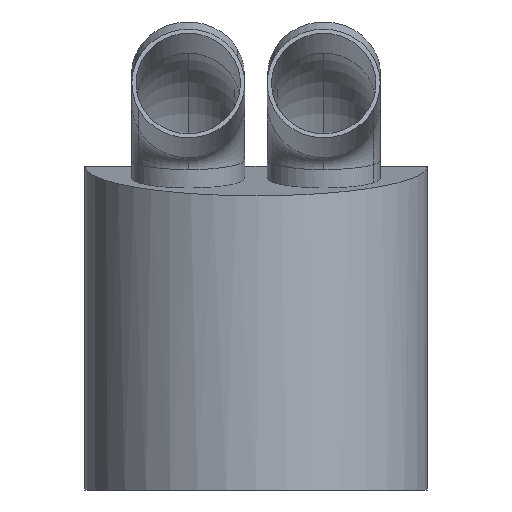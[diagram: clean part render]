
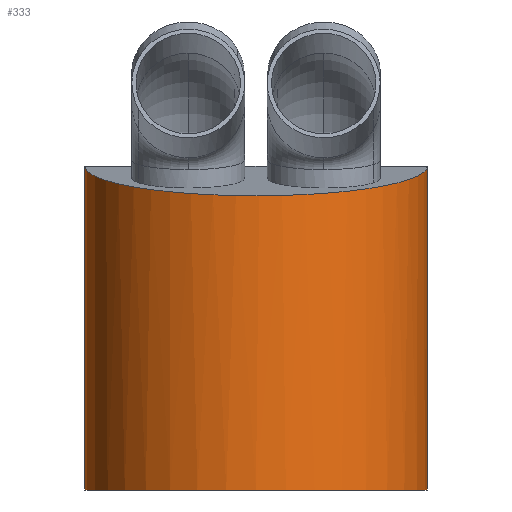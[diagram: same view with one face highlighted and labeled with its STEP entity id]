
A CAD part, front view. The second image highlights one B-rep face of the part: STEP entity #333.
In plain terms, the highlighted cylindrical face has radius 41 mm (diameter 82 mm), a partial arc.
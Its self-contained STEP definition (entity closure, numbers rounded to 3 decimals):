
#166=CARTESIAN_POINT('Vertex',(41.,-0.17,77.42)) ;
#168=CARTESIAN_POINT('Vertex',(-41.,-0.17,77.42)) ;
#172=CARTESIAN_POINT('Control Point',(-41.,-0.17,77.42)) ;
#173=CARTESIAN_POINT('Control Point',(-40.984,-3.927,76.773)) ;
#174=CARTESIAN_POINT('Control Point',(-40.538,-7.683,76.127)) ;
#175=CARTESIAN_POINT('Control Point',(-39.662,-11.374,75.492)) ;
#176=CARTESIAN_POINT('Control Point',(-37.085,-18.469,74.272)) ;
#177=CARTESIAN_POINT('Control Point',(-32.962,-24.815,73.18)) ;
#178=CARTESIAN_POINT('Control Point',(-30.55,-27.731,72.678)) ;
#179=CARTESIAN_POINT('Control Point',(-25.116,-32.946,71.781)) ;
#180=CARTESIAN_POINT('Control Point',(-18.626,-36.813,71.116)) ;
#181=CARTESIAN_POINT('Control Point',(-15.184,-38.362,70.849)) ;
#182=CARTESIAN_POINT('Control Point',(-8.01,-40.645,70.457)) ;
#183=CARTESIAN_POINT('Control Point',(-0.497,-41.254,70.352)) ;
#184=CARTESIAN_POINT('Control Point',(3.273,-41.127,70.374)) ;
#185=CARTESIAN_POINT('Control Point',(10.73,-40.013,70.565)) ;
#186=CARTESIAN_POINT('Control Point',(17.734,-37.253,71.04)) ;
#187=CARTESIAN_POINT('Control Point',(21.065,-35.474,71.346)) ;
#188=CARTESIAN_POINT('Control Point',(27.281,-31.178,72.085)) ;
#189=CARTESIAN_POINT('Control Point',(32.352,-25.607,73.044)) ;
#190=CARTESIAN_POINT('Control Point',(34.562,-22.532,73.573)) ;
#191=CARTESIAN_POINT('Control Point',(37.975,-16.413,74.625)) ;
#192=CARTESIAN_POINT('Control Point',(40.021,-9.739,75.773)) ;
#193=CARTESIAN_POINT('Control Point',(40.66,-6.577,76.317)) ;
#194=CARTESIAN_POINT('Control Point',(40.986,-3.374,76.868)) ;
#195=CARTESIAN_POINT('Control Point',(41.,-0.17,77.42)) ;
#285=CARTESIAN_POINT('Axis2P3D Location',(0.,0.,50.)) ;
#291=CARTESIAN_POINT('Control Point',(41.,0.,76.434)) ;
#292=CARTESIAN_POINT('Control Point',(41.,-0.057,76.763)) ;
#293=CARTESIAN_POINT('Control Point',(41.,-0.113,77.091)) ;
#294=CARTESIAN_POINT('Control Point',(41.,-0.17,77.42)) ;
#295=CARTESIAN_POINT('Vertex',(41.,0.,76.434)) ;
#299=CARTESIAN_POINT('Control Point',(-41.,0.,76.434)) ;
#300=CARTESIAN_POINT('Control Point',(-41.,-0.057,76.763)) ;
#301=CARTESIAN_POINT('Control Point',(-41.,-0.113,77.091)) ;
#302=CARTESIAN_POINT('Control Point',(-41.,-0.17,77.42)) ;
#303=CARTESIAN_POINT('Vertex',(-41.,0.,76.434)) ;
#306=CARTESIAN_POINT('Line Origine',(-41.,0.,50.)) ;
#310=CARTESIAN_POINT('Vertex',(-41.,0.,0.)) ;
#313=CARTESIAN_POINT('Axis2P3D Location',(0.,0.,0.)) ;
#317=CARTESIAN_POINT('Vertex',(41.,0.,0.)) ;
#320=CARTESIAN_POINT('Line Origine',(41.,0.,50.)) ;
#286=DIRECTION('Axis2P3D Direction',(0.,0.,1.)) ;
#287=DIRECTION('Axis2P3D XDirection',(-1.,0.,0.)) ;
#307=DIRECTION('Vector Direction',(0.,0.,1.)) ;
#314=DIRECTION('Axis2P3D Direction',(0.,0.,1.)) ;
#321=DIRECTION('Vector Direction',(0.,0.,1.)) ;
#288=AXIS2_PLACEMENT_3D('Cylinder Axis2P3D',#285,#286,#287) ;
#315=AXIS2_PLACEMENT_3D('Circle Axis2P3D',#313,#314,$) ;
#326=ORIENTED_EDGE('',*,*,#297,.F.) ;
#327=ORIENTED_EDGE('',*,*,#196,.F.) ;
#328=ORIENTED_EDGE('',*,*,#305,.T.) ;
#329=ORIENTED_EDGE('',*,*,#312,.T.) ;
#330=ORIENTED_EDGE('',*,*,#319,.T.) ;
#331=ORIENTED_EDGE('',*,*,#324,.F.) ;
#308=VECTOR('Line Direction',#307,1.) ;
#322=VECTOR('Line Direction',#321,1.) ;
#333=ADVANCED_FACE('PartBody',(#332),#289,.T.) ;
#171=B_SPLINE_CURVE_WITH_KNOTS('',5,(#172,#173,#174,#175,#176,#177,#178,#179,#180,#181,#182,#183,#184,#185,#186,#187,#188,#189,#190,#191,#192,#193,#194,#195),.UNSPECIFIED.,.F.,.U.,(6,3,3,3,3,3,3,6),(0.,27.006,53.807,80.371,106.846,133.439,160.277,183.305),.UNSPECIFIED.) ;
#290=B_SPLINE_CURVE_WITH_KNOTS('',3,(#291,#292,#293,#294),.UNSPECIFIED.,.F.,.U.,(4,4),(-0.5,0.5),.UNSPECIFIED.) ;
#298=B_SPLINE_CURVE_WITH_KNOTS('',3,(#299,#300,#301,#302),.UNSPECIFIED.,.F.,.U.,(4,4),(-0.5,0.5),.UNSPECIFIED.) ;
#316=CIRCLE('generated circle',#315,41.) ;
#289=CYLINDRICAL_SURFACE('generated cylinder',#288,41.) ;
#196=EDGE_CURVE('',#169,#167,#171,.T.) ;
#297=EDGE_CURVE('',#167,#296,#290,.F.) ;
#305=EDGE_CURVE('',#169,#304,#298,.F.) ;
#312=EDGE_CURVE('',#304,#311,#309,.F.) ;
#319=EDGE_CURVE('',#311,#318,#316,.T.) ;
#324=EDGE_CURVE('',#296,#318,#323,.F.) ;
#325=EDGE_LOOP('',(#326,#327,#328,#329,#330,#331)) ;
#332=FACE_OUTER_BOUND('',#325,.T.) ;
#309=LINE('Line',#306,#308) ;
#323=LINE('Line',#320,#322) ;
#167=VERTEX_POINT('',#166) ;
#169=VERTEX_POINT('',#168) ;
#296=VERTEX_POINT('',#295) ;
#304=VERTEX_POINT('',#303) ;
#311=VERTEX_POINT('',#310) ;
#318=VERTEX_POINT('',#317) ;
